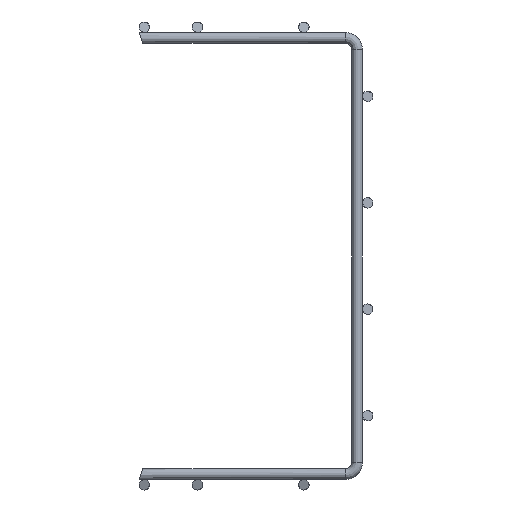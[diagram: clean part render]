
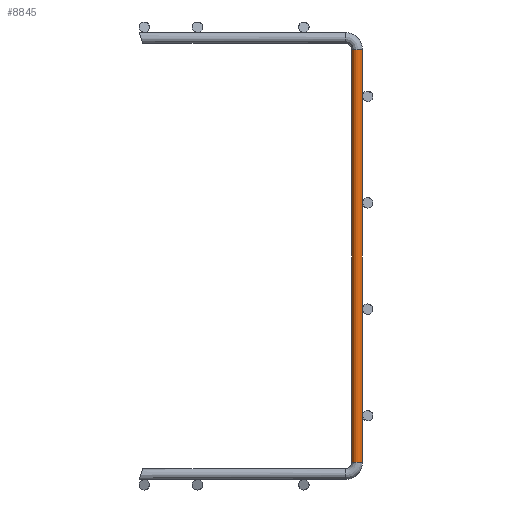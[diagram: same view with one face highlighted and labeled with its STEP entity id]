
A CAD part, left-side view. The second image highlights one B-rep face of the part: STEP entity #8845.
In plain terms, the highlighted cylindrical face has radius 2.5 mm (diameter 5 mm), a partial arc.
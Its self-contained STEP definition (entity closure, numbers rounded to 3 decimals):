
#97 = DIRECTION ( 'NONE',  ( 0., 1., 0. ) ) ;
#424 = CARTESIAN_POINT ( 'NONE',  ( 0., 0., -97. ) ) ;
#888 = DIRECTION ( 'NONE',  ( 0., 0., -1. ) ) ;
#939 = FACE_OUTER_BOUND ( 'NONE', #7687, .T. ) ;
#1319 = CARTESIAN_POINT ( 'NONE',  ( 0., -2.5, 97. ) ) ;
#1501 = EDGE_CURVE ( 'NONE', #8632, #2169, #3303, .T. ) ;
#1628 = LINE ( 'NONE', #7254, #6507 ) ;
#1686 = CARTESIAN_POINT ( 'NONE',  ( 0., -2.5, 97. ) ) ;
#2169 = VERTEX_POINT ( 'NONE', #7429 ) ;
#2541 = CARTESIAN_POINT ( 'NONE',  ( 0., -2.5, -97. ) ) ;
#2879 = ORIENTED_EDGE ( 'NONE', *, *, #8267, .T. ) ;
#2911 = VERTEX_POINT ( 'NONE', #424 ) ;
#3303 = CIRCLE ( 'NONE', #4312, 2.5 ) ;
#3922 = AXIS2_PLACEMENT_3D ( 'NONE', #1686, #888, #97 ) ;
#4101 = CYLINDRICAL_SURFACE ( 'NONE', #3922, 2.5 ) ;
#4132 = EDGE_CURVE ( 'NONE', #2911, #6837, #4302, .T. ) ;
#4302 = CIRCLE ( 'NONE', #6011, 2.5 ) ;
#4312 = AXIS2_PLACEMENT_3D ( 'NONE', #1319, #9543, #4597 ) ;
#4538 = EDGE_CURVE ( 'NONE', #2169, #6837, #1628, .T. ) ;
#4597 = DIRECTION ( 'NONE',  ( 0., -1., 0. ) ) ;
#6011 = AXIS2_PLACEMENT_3D ( 'NONE', #2541, #6400, #9057 ) ;
#6351 = LINE ( 'NONE', #8800, #6989 ) ;
#6400 = DIRECTION ( 'NONE',  ( 0., 0., 1. ) ) ;
#6507 = VECTOR ( 'NONE', #8097, 1000. ) ;
#6837 = VERTEX_POINT ( 'NONE', #9943 ) ;
#6989 = VECTOR ( 'NONE', #7902, 1000. ) ;
#7254 = CARTESIAN_POINT ( 'NONE',  ( 0., -5., 97. ) ) ;
#7429 = CARTESIAN_POINT ( 'NONE',  ( 0., -5., 97. ) ) ;
#7476 = ORIENTED_EDGE ( 'NONE', *, *, #4132, .T. ) ;
#7687 = EDGE_LOOP ( 'NONE', ( #8318, #8486, #2879, #7476 ) ) ;
#7902 = DIRECTION ( 'NONE',  ( 0., 0., -1. ) ) ;
#8097 = DIRECTION ( 'NONE',  ( 0., 0., -1. ) ) ;
#8267 = EDGE_CURVE ( 'NONE', #8632, #2911, #6351, .T. ) ;
#8318 = ORIENTED_EDGE ( 'NONE', *, *, #4538, .F. ) ;
#8486 = ORIENTED_EDGE ( 'NONE', *, *, #1501, .F. ) ;
#8632 = VERTEX_POINT ( 'NONE', #9325 ) ;
#8800 = CARTESIAN_POINT ( 'NONE',  ( 0., 0., 97. ) ) ;
#8845 = ADVANCED_FACE ( 'NONE', ( #939 ), #4101, .T. ) ;
#9057 = DIRECTION ( 'NONE',  ( 0., -1., 0. ) ) ;
#9325 = CARTESIAN_POINT ( 'NONE',  ( 0., 0., 97. ) ) ;
#9543 = DIRECTION ( 'NONE',  ( 0., 0., 1. ) ) ;
#9943 = CARTESIAN_POINT ( 'NONE',  ( 0., -5., -97. ) ) ;
